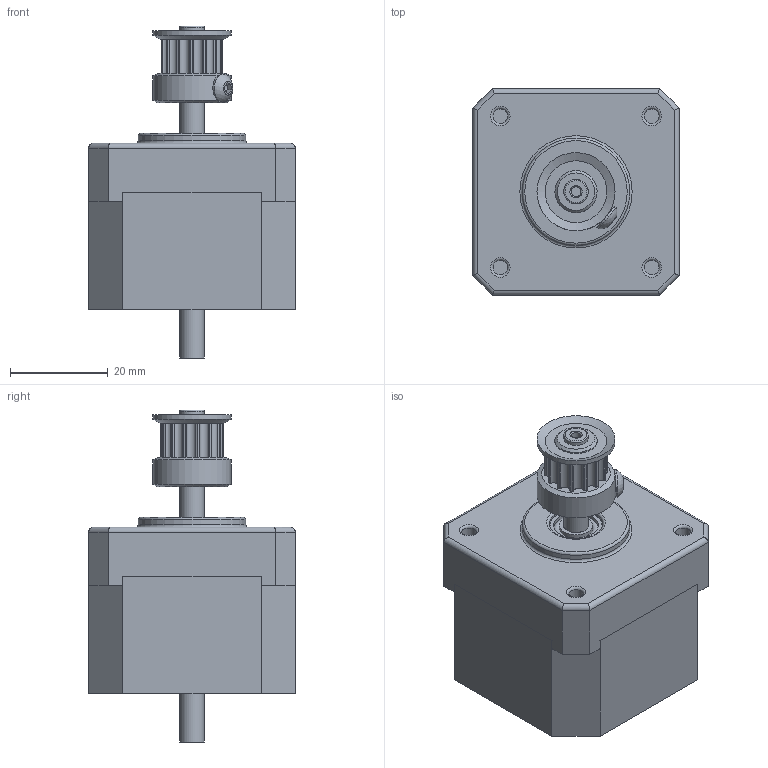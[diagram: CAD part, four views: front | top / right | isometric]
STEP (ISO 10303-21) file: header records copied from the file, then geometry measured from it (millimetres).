
FILE_DESCRIPTION(/* description */ ('STEP AP203'),/* implementation_level */ '2;1');
FILE_NAME(/* name */ '00_NEMA_17.ipt.step',/* time_stamp */ '2022-11-29T07:46:40+01:00',/* author */ (''),/* organization */ (''),/* preprocessor_version */ 'ST-DEVELOPER v18.1',/* originating_system */ 'Autodesk Inventor 2022',/* authorisation */ '');
FILE_SCHEMA (('AUTOMOTIVE_DESIGN { 1 0 10303 214 3 1 1 }'));
Length unit declared in the file: millimetre
Products named in the file (1): 00_NEMA_17
Bounding box: 42.3 x 42.3 x 68 mm (x, y, z)
Volume: 61516.3 mm3; surface area: 16020.9 mm2
Topology: 6 solids, 6 shells, 191 faces, 438 edges, 272 vertices
Faces by surface type: cylinder 87, plane 75, torus 18, cone 8, bspline 2, sphere 1
Full cylindrical faces by diameter (mm): 2 x1, 3 x6, 5 x4, 5.7 x1, 6.8 x2, 7.6 x1, 8.645 x1, 9.2 x2, 11 x2, 16 x2, 22 x1
Entity records: 6625 total; most frequent: CARTESIAN_POINT 2068, DIRECTION 1048, ORIENTED_EDGE 874, EDGE_CURVE 437, AXIS2_PLACEMENT_3D 427, VERTEX_POINT 272, CIRCLE 229, EDGE_LOOP 213
